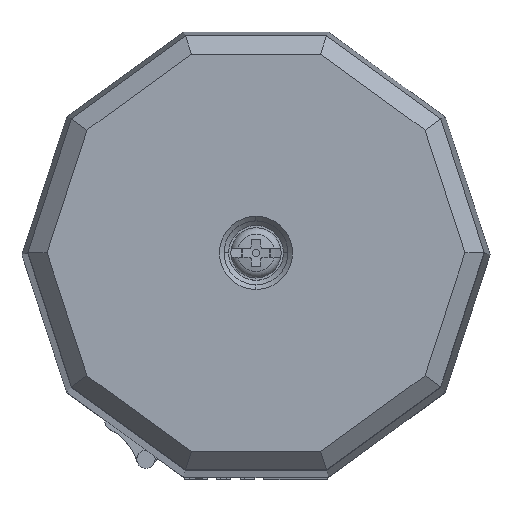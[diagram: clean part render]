
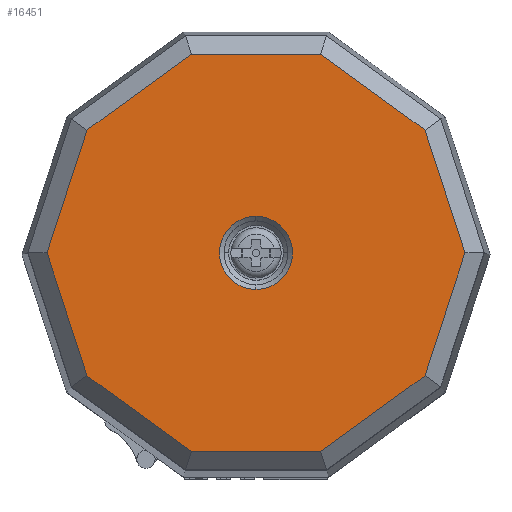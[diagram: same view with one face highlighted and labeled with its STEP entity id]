
A CAD part, top view. The second image highlights one B-rep face of the part: STEP entity #16451.
In plain terms, the highlighted planar face has unit normal (0, 0, 1).
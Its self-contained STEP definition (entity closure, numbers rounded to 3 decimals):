
#15683=CARTESIAN_POINT('',(0.,-4.,145.));
#15684=VERTEX_POINT('',#15683);
#15693=CARTESIAN_POINT('',(0.,4.,145.));
#15694=VERTEX_POINT('',#15693);
#15695=CARTESIAN_POINT('',(0.,0.,145.));
#15696=DIRECTION('',(0.0,0.0,1.0));
#15697=DIRECTION('',(0.0,-1.0,0.0));
#15698=AXIS2_PLACEMENT_3D('',#15695,#15696,#15697);
#15699=CIRCLE('',#15698,4.0);
#15700=EDGE_CURVE('',#15684,#15694,#15699,.T.);
#16189=CARTESIAN_POINT('',(-7.067,-21.75,145.));
#16190=VERTEX_POINT('',#16189);
#16191=CARTESIAN_POINT('',(-18.502,-13.442,145.));
#16192=VERTEX_POINT('',#16191);
#16193=CARTESIAN_POINT('',(-7.067,-21.75,145.));
#16194=DIRECTION('',(-0.809,0.588,0.0));
#16195=VECTOR('',#16194,14.134);
#16196=LINE('',#16193,#16195);
#16197=EDGE_CURVE('',#16190,#16192,#16196,.T.);
#16220=CARTESIAN_POINT('',(-22.869,0.,145.));
#16221=VERTEX_POINT('',#16220);
#16222=CARTESIAN_POINT('',(-18.502,-13.442,145.));
#16223=DIRECTION('',(-0.309,0.951,0.0));
#16224=VECTOR('',#16223,14.134);
#16225=LINE('',#16222,#16224);
#16226=EDGE_CURVE('',#16192,#16221,#16225,.T.);
#16244=CARTESIAN_POINT('',(-18.502,13.442,145.));
#16245=VERTEX_POINT('',#16244);
#16246=CARTESIAN_POINT('',(-22.869,0.,145.));
#16247=DIRECTION('',(0.309,0.951,0.0));
#16248=VECTOR('',#16247,14.134);
#16249=LINE('',#16246,#16248);
#16250=EDGE_CURVE('',#16221,#16245,#16249,.T.);
#16268=CARTESIAN_POINT('',(-7.067,21.75,145.));
#16269=VERTEX_POINT('',#16268);
#16270=CARTESIAN_POINT('',(-18.502,13.442,145.));
#16271=DIRECTION('',(0.809,0.588,0.0));
#16272=VECTOR('',#16271,14.134);
#16273=LINE('',#16270,#16272);
#16274=EDGE_CURVE('',#16245,#16269,#16273,.T.);
#16292=CARTESIAN_POINT('',(7.067,21.75,145.));
#16293=VERTEX_POINT('',#16292);
#16294=CARTESIAN_POINT('',(-7.067,21.75,145.));
#16295=DIRECTION('',(1.0,0.0,0.0));
#16296=VECTOR('',#16295,14.134);
#16297=LINE('',#16294,#16296);
#16298=EDGE_CURVE('',#16269,#16293,#16297,.T.);
#16316=CARTESIAN_POINT('',(18.502,13.442,145.));
#16317=VERTEX_POINT('',#16316);
#16318=CARTESIAN_POINT('',(7.067,21.75,145.));
#16319=DIRECTION('',(0.809,-0.588,0.0));
#16320=VECTOR('',#16319,14.134);
#16321=LINE('',#16318,#16320);
#16322=EDGE_CURVE('',#16293,#16317,#16321,.T.);
#16340=CARTESIAN_POINT('',(22.869,0.,145.));
#16341=VERTEX_POINT('',#16340);
#16342=CARTESIAN_POINT('',(18.502,13.442,145.));
#16343=DIRECTION('',(0.309,-0.951,0.0));
#16344=VECTOR('',#16343,14.134);
#16345=LINE('',#16342,#16344);
#16346=EDGE_CURVE('',#16317,#16341,#16345,.T.);
#16364=CARTESIAN_POINT('',(18.502,-13.442,145.));
#16365=VERTEX_POINT('',#16364);
#16366=CARTESIAN_POINT('',(22.869,0.,145.));
#16367=DIRECTION('',(-0.309,-0.951,0.0));
#16368=VECTOR('',#16367,14.134);
#16369=LINE('',#16366,#16368);
#16370=EDGE_CURVE('',#16341,#16365,#16369,.T.);
#16388=CARTESIAN_POINT('',(7.067,-21.75,145.));
#16389=VERTEX_POINT('',#16388);
#16390=CARTESIAN_POINT('',(18.502,-13.442,145.));
#16391=DIRECTION('',(-0.809,-0.588,0.0));
#16392=VECTOR('',#16391,14.134);
#16393=LINE('',#16390,#16392);
#16394=EDGE_CURVE('',#16365,#16389,#16393,.T.);
#16412=CARTESIAN_POINT('',(7.067,-21.75,145.));
#16413=DIRECTION('',(-1.0,0.0,0.0));
#16414=VECTOR('',#16413,14.134);
#16415=LINE('',#16412,#16414);
#16416=EDGE_CURVE('',#16389,#16190,#16415,.T.);
#16424=CARTESIAN_POINT('',(-25.156,-23.925,145.));
#16425=DIRECTION('',(0.0,0.0,1.0));
#16426=DIRECTION('',(1.0,0.0,0.0));
#16427=AXIS2_PLACEMENT_3D('',#16424,#16425,#16426);
#16428=PLANE('',#16427);
#16429=ORIENTED_EDGE('',*,*,#16197,.F.);
#16430=ORIENTED_EDGE('',*,*,#16416,.F.);
#16431=ORIENTED_EDGE('',*,*,#16394,.F.);
#16432=ORIENTED_EDGE('',*,*,#16370,.F.);
#16433=ORIENTED_EDGE('',*,*,#16346,.F.);
#16434=ORIENTED_EDGE('',*,*,#16322,.F.);
#16435=ORIENTED_EDGE('',*,*,#16298,.F.);
#16436=ORIENTED_EDGE('',*,*,#16274,.F.);
#16437=ORIENTED_EDGE('',*,*,#16250,.F.);
#16438=ORIENTED_EDGE('',*,*,#16226,.F.);
#16439=EDGE_LOOP('',(#16429,#16430,#16431,#16432,#16433,#16434,#16435,#16436,#16437,#16438));
#16440=FACE_OUTER_BOUND('',#16439,.T.);
#16441=CARTESIAN_POINT('',(0.,0.,145.));
#16442=DIRECTION('',(0.0,0.0,1.0));
#16443=DIRECTION('',(0.0,-1.0,0.0));
#16444=AXIS2_PLACEMENT_3D('',#16441,#16442,#16443);
#16445=CIRCLE('',#16444,4.0);
#16446=EDGE_CURVE('',#15694,#15684,#16445,.T.);
#16447=ORIENTED_EDGE('',*,*,#16446,.F.);
#16448=ORIENTED_EDGE('',*,*,#15700,.F.);
#16449=EDGE_LOOP('',(#16447,#16448));
#16450=FACE_BOUND('',#16449,.T.);
#16451=ADVANCED_FACE('',(#16440,#16450),#16428,.T.);
